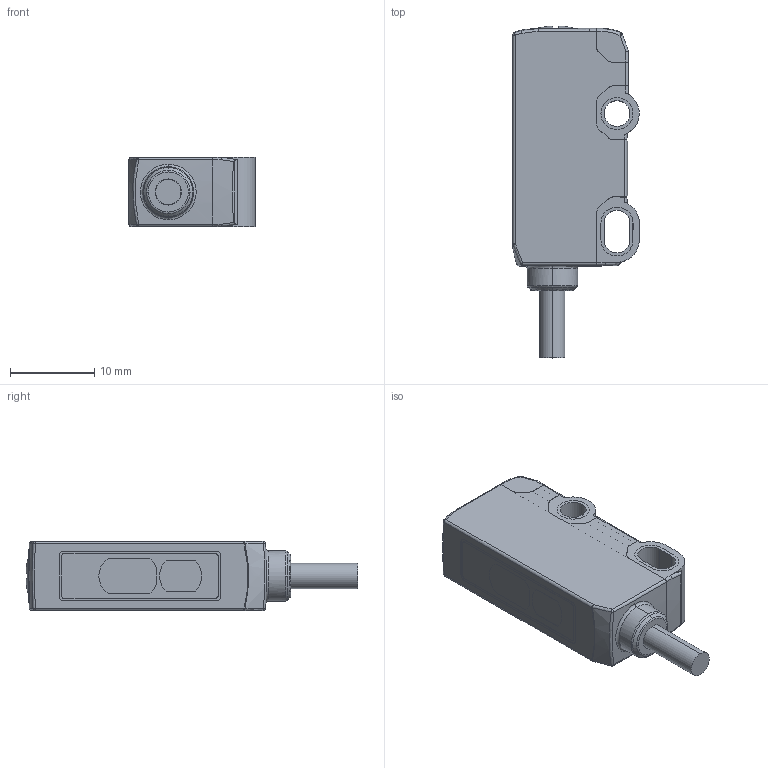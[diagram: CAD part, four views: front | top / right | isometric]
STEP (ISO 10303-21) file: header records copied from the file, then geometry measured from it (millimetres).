
FILE_DESCRIPTION (( 'STEP AP214' ), '1' );
FILE_NAME ('OS22-AK120-YS.STEP', '2025-11-10T05:50:05', ( '' ), ( '' ), 'SwSTEP 2.0', 'SolidWorks 2023', '' );
FILE_SCHEMA (( 'AUTOMOTIVE_DESIGN' ));
Length unit declared in the file: millimetre
Products named in the file (1): OS22-AK120-YS
Bounding box: 15.03 x 39.39 x 8.2 mm (x, y, z)
Volume: 3173.7 mm3; surface area: 3422.1 mm2
Topology: 7 solids, 7 shells, 312 faces, 856 edges, 554 vertices
Faces by surface type: plane 129, cylinder 115, bspline 54, cone 11, torus 3
Entity records: 15930 total; most frequent: CARTESIAN_POINT 6419, ORIENTED_EDGE 1700, DIRECTION 1256, EDGE_CURVE 850, VERTEX_POINT 554, LINE 426, VECTOR 426, AXIS2_PLACEMENT_3D 415
